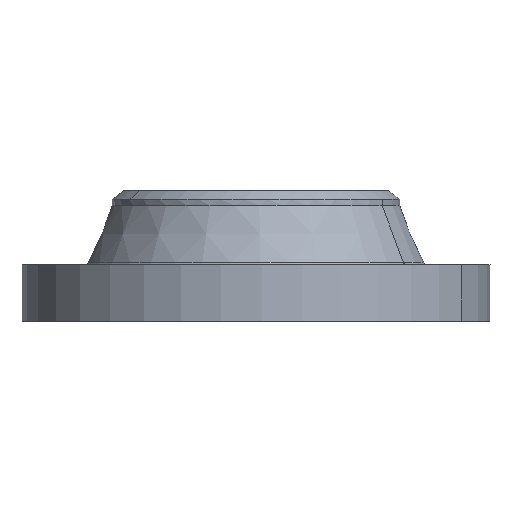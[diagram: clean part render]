
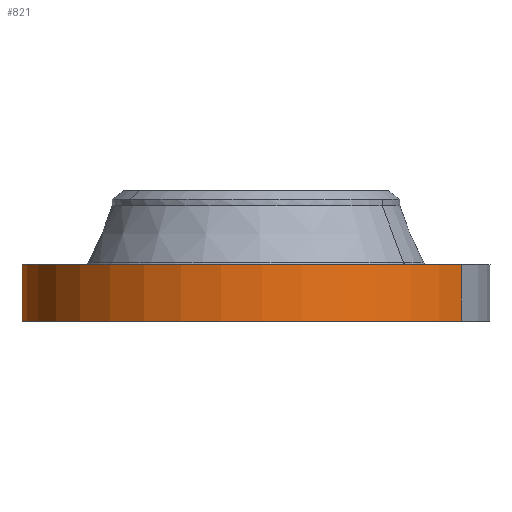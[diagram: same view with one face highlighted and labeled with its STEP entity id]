
A CAD part, left-side view. The second image highlights one B-rep face of the part: STEP entity #821.
In plain terms, the highlighted cylindrical face has radius 222.25 mm (diameter 444.5 mm), a partial arc.
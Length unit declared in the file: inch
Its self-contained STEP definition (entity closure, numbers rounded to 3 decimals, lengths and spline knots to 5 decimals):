
#143=AXIS2_PLACEMENT_3D('Circle Axis2P3D',#141,#142,$) ;
#475=AXIS2_PLACEMENT_3D('Circle Axis2P3D',#473,#474,$) ;
#803=AXIS2_PLACEMENT_3D('Cylinder Axis2P3D',#800,#801,#802) ;
#141=CARTESIAN_POINT('Axis2P3D Location',(0.,0.,0.)) ;
#145=CARTESIAN_POINT('Vertex',(-4.19497,-7.67885,0.)) ;
#147=CARTESIAN_POINT('Vertex',(4.19497,7.67885,0.)) ;
#468=CARTESIAN_POINT('Vertex',(4.19497,7.67885,2.12)) ;
#470=CARTESIAN_POINT('Vertex',(-4.19497,-7.67885,2.12)) ;
#473=CARTESIAN_POINT('Axis2P3D Location',(0.,0.,2.12)) ;
#800=CARTESIAN_POINT('Axis2P3D Location',(0.,0.,2.44)) ;
#805=CARTESIAN_POINT('Line Origine',(-4.19497,-7.67885,1.06)) ;
#810=CARTESIAN_POINT('Line Origine',(4.19497,7.67885,1.06)) ;
#142=DIRECTION('Axis2P3D Direction',(0.,0.,-0.039)) ;
#474=DIRECTION('Axis2P3D Direction',(0.,0.,-0.039)) ;
#801=DIRECTION('Axis2P3D Direction',(0.,0.,-0.039)) ;
#802=DIRECTION('Axis2P3D XDirection',(-0.019,-0.035,0.)) ;
#806=DIRECTION('Vector Direction',(0.,0.,-0.039)) ;
#811=DIRECTION('Vector Direction',(0.,0.,-0.039)) ;
#807=VECTOR('Line Direction',#806,0.03937) ;
#812=VECTOR('Line Direction',#811,0.03937) ;
#816=ORIENTED_EDGE('',*,*,#149,.F.) ;
#817=ORIENTED_EDGE('',*,*,#809,.T.) ;
#818=ORIENTED_EDGE('',*,*,#477,.T.) ;
#819=ORIENTED_EDGE('',*,*,#814,.F.) ;
#821=ADVANCED_FACE('PartBody',(#820),#804,.T.) ;
#144=CIRCLE('generated circle',#143,8.75) ;
#476=CIRCLE('generated circle',#475,8.75) ;
#804=CYLINDRICAL_SURFACE('generated cylinder',#803,8.75) ;
#149=EDGE_CURVE('',#146,#148,#144,.T.) ;
#477=EDGE_CURVE('',#471,#469,#476,.T.) ;
#809=EDGE_CURVE('',#146,#471,#808,.F.) ;
#814=EDGE_CURVE('',#148,#469,#813,.F.) ;
#815=EDGE_LOOP('',(#816,#817,#818,#819)) ;
#820=FACE_OUTER_BOUND('',#815,.T.) ;
#808=LINE('Line',#805,#807) ;
#813=LINE('Line',#810,#812) ;
#146=VERTEX_POINT('',#145) ;
#148=VERTEX_POINT('',#147) ;
#469=VERTEX_POINT('',#468) ;
#471=VERTEX_POINT('',#470) ;
